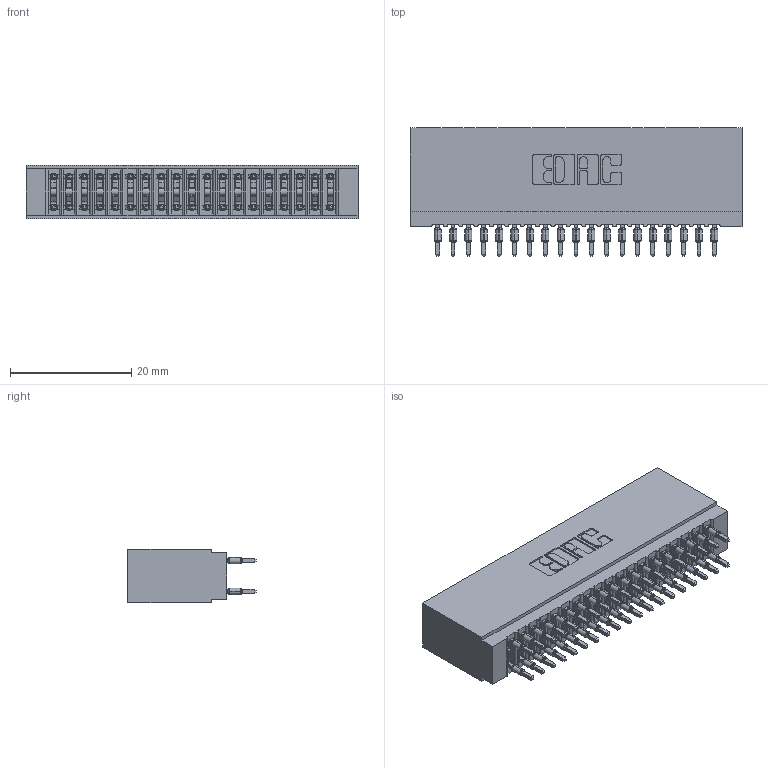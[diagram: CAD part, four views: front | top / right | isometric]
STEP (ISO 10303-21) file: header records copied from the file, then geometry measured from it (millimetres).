
FILE_DESCRIPTION (( 'STEP AP203' ), '1' );
FILE_NAME ('745-038-560-201.STEP', '2026-02-26T17:29:29', ( '' ), ( '' ), 'SwSTEP 2.0', 'SolidWorks 2023', '' );
FILE_SCHEMA (( 'CONFIG_CONTROL_DESIGN' ));
Length unit declared in the file: millimetre
Products named in the file (3): 745-292-001_560; 745 Part_Insulator Option - 01; 745-038-560-201
Assembly tree (39 placements, depth 2):
  745-038-560-201
    745 Part_Insulator Option - 01
    745-292-001_560  x38
Bounding box: 54.86 x 21.22 x 8.89 mm (x, y, z)
Volume: 5220.9 mm3; surface area: 10680 mm2
Topology: 39 solids, 39 shells, 3838 faces, 10499 edges, 6670 vertices
Faces by surface type: plane 1993, cylinder 857, bspline 760, torus 228
Entity records: 35450 total; most frequent: CARTESIAN_POINT 6661, ORIENTED_EDGE 6050, DIRECTION 5309, EDGE_CURVE 3025, VECTOR 2721, LINE 2721, VERTEX_POINT 1934, AXIS2_PLACEMENT_3D 1294
